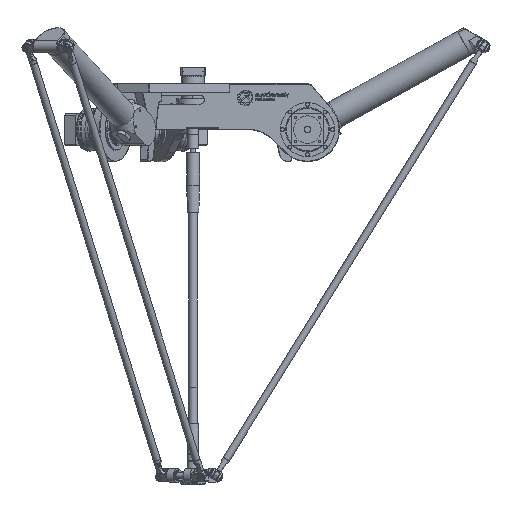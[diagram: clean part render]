
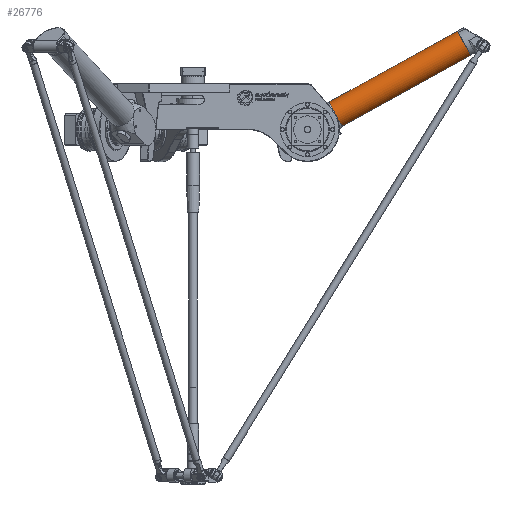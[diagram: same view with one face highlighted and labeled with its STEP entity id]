
A CAD part, front view. The second image highlights one B-rep face of the part: STEP entity #26776.
In plain terms, the highlighted cylindrical face has radius 30 mm (diameter 60 mm), a full revolution.
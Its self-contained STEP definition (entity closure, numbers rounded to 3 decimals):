
#1521=CYLINDRICAL_SURFACE('',#29689,30.);
#1957=FACE_BOUND('',#6723,.T.);
#3047=CIRCLE('',#29690,30.);
#3048=CIRCLE('',#29691,30.);
#3049=CIRCLE('',#29692,30.);
#4732=FACE_OUTER_BOUND('',#6722,.T.);
#6722=EDGE_LOOP('',(#24042,#24043));
#6723=EDGE_LOOP('',(#24044));
#13643=VERTEX_POINT('',#53592);
#13644=VERTEX_POINT('',#53593);
#13645=VERTEX_POINT('',#53596);
#17137=EDGE_CURVE('',#13643,#13644,#3047,.T.);
#17138=EDGE_CURVE('',#13644,#13643,#3048,.T.);
#17139=EDGE_CURVE('',#13645,#13645,#3049,.T.);
#24042=ORIENTED_EDGE('',*,*,#17137,.T.);
#24043=ORIENTED_EDGE('',*,*,#17138,.T.);
#24044=ORIENTED_EDGE('',*,*,#17139,.F.);
#26776=ADVANCED_FACE('',(#4732,#1957),#1521,.T.);
#29689=AXIS2_PLACEMENT_3D('',#53591,#37104,#37105);
#29690=AXIS2_PLACEMENT_3D('',#53594,#37106,#37107);
#29691=AXIS2_PLACEMENT_3D('',#53595,#37108,#37109);
#29692=AXIS2_PLACEMENT_3D('',#53597,#37110,#37111);
#37104=DIRECTION('center_axis',(0.,0.,-1.));
#37105=DIRECTION('ref_axis',(1.,0.,0.));
#37106=DIRECTION('center_axis',(0.,0.,1.));
#37107=DIRECTION('ref_axis',(-1.,0.,0.));
#37108=DIRECTION('center_axis',(0.,0.,1.));
#37109=DIRECTION('ref_axis',(-1.,0.,0.));
#37110=DIRECTION('center_axis',(0.,0.,1.));
#37111=DIRECTION('ref_axis',(1.,0.,0.));
#53591=CARTESIAN_POINT('Origin',(0.,0.,391.));
#53592=CARTESIAN_POINT('',(-30.,0.,70.));
#53593=CARTESIAN_POINT('',(30.,0.,70.));
#53594=CARTESIAN_POINT('Origin',(0.,0.,70.));
#53595=CARTESIAN_POINT('Origin',(0.,0.,70.));
#53596=CARTESIAN_POINT('',(-30.,0.,391.));
#53597=CARTESIAN_POINT('Origin',(0.,0.,391.));
